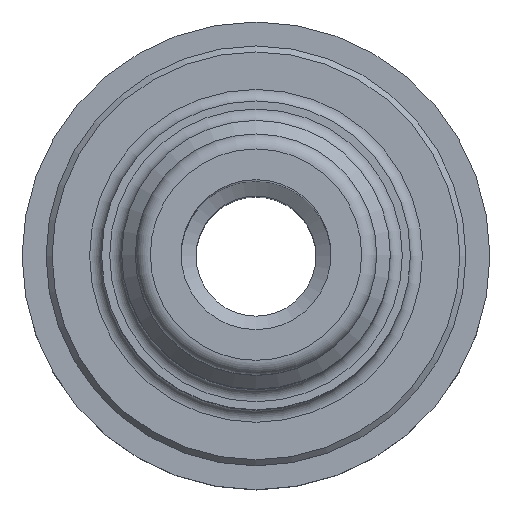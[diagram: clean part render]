
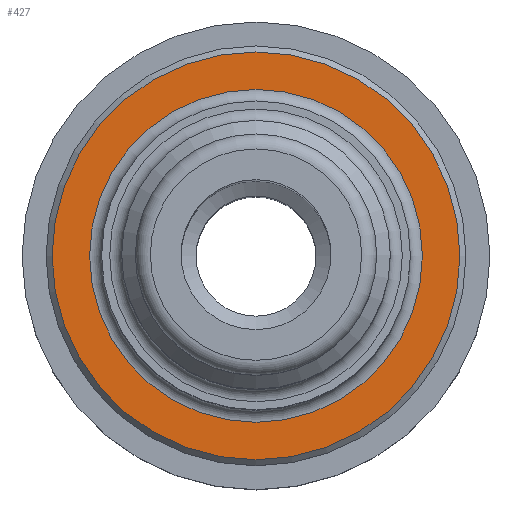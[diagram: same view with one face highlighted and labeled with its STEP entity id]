
A CAD part, top view. The second image highlights one B-rep face of the part: STEP entity #427.
In plain terms, the highlighted planar face has unit normal (0, 0, 1).
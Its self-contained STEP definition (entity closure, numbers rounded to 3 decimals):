
#21=PLANE('',#478);
#82=FACE_BOUND('',#164,.T.);
#119=FACE_OUTER_BOUND('',#163,.T.);
#163=EDGE_LOOP('',(#348));
#164=EDGE_LOOP('',(#349));
#231=CIRCLE('',#476,5.55);
#233=CIRCLE('',#479,6.8);
#268=VERTEX_POINT('',#709);
#270=VERTEX_POINT('',#714);
#305=EDGE_CURVE('',#268,#268,#231,.T.);
#307=EDGE_CURVE('',#270,#270,#233,.T.);
#348=ORIENTED_EDGE('',*,*,#307,.F.);
#349=ORIENTED_EDGE('',*,*,#305,.F.);
#427=ADVANCED_FACE('',(#119,#82),#21,.F.);
#476=AXIS2_PLACEMENT_3D('',#710,#567,#568);
#478=AXIS2_PLACEMENT_3D('',#713,#571,#572);
#479=AXIS2_PLACEMENT_3D('',#715,#573,#574);
#567=DIRECTION('center_axis',(0.,0.,1.));
#568=DIRECTION('ref_axis',(0.,-1.,0.));
#571=DIRECTION('center_axis',(0.,0.,-1.));
#572=DIRECTION('ref_axis',(-1.,0.,0.));
#573=DIRECTION('center_axis',(0.,0.,-1.));
#574=DIRECTION('ref_axis',(0.,1.,0.));
#709=CARTESIAN_POINT('',(-21.167,8.596,4.5));
#710=CARTESIAN_POINT('Origin',(-21.167,3.046,4.5));
#713=CARTESIAN_POINT('Origin',(-21.167,14.601,4.5));
#714=CARTESIAN_POINT('',(-21.167,-3.754,4.5));
#715=CARTESIAN_POINT('Origin',(-21.167,3.046,4.5));
